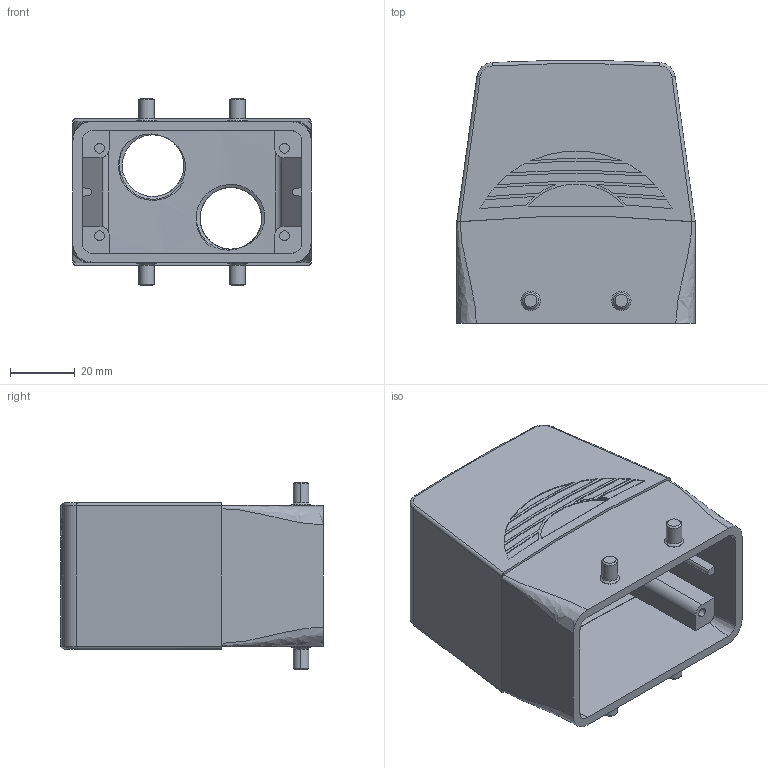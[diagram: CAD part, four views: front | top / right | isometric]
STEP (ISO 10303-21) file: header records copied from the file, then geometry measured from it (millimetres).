
FILE_DESCRIPTION (( 'STEP AP214' ), '1' );
FILE_NAME ('ZP-MC10B-2-DTE13M2.step', '2015-08-12T18:10:09', ( '' ), ( '' ), 'SwSTEP 2.0', 'SolidWorks 2014', '' );
FILE_SCHEMA (( 'AUTOMOTIVE_DESIGN' ));
Length unit declared in the file: millimetre
Products named in the file (1): ZP-MC10B-2-DTE13M2
Bounding box: 73.5 x 81 x 57.74 mm (x, y, z)
Volume: 71832.6 mm3; surface area: 39796.9 mm2
Topology: 1 solids, 1 shells, 208 faces, 507 edges, 326 vertices
Faces by surface type: cylinder 112, plane 61, cone 16, bspline 13, torus 6
Entity records: 11183 total; most frequent: CARTESIAN_POINT 4579, DIRECTION 1020, ORIENTED_EDGE 1014, EDGE_CURVE 507, AXIS2_PLACEMENT_3D 404, VERTEX_POINT 326, EDGE_LOOP 237, VECTOR 212
